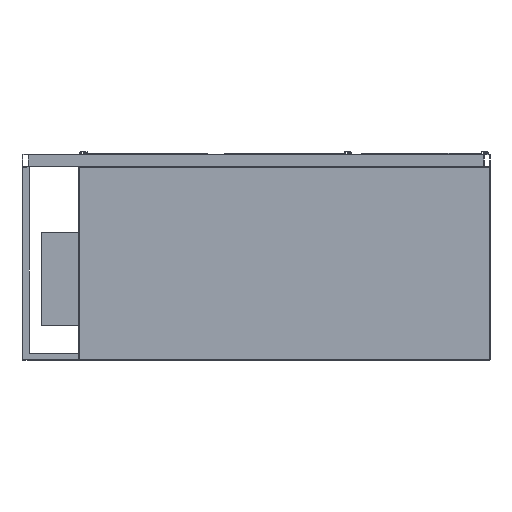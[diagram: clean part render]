
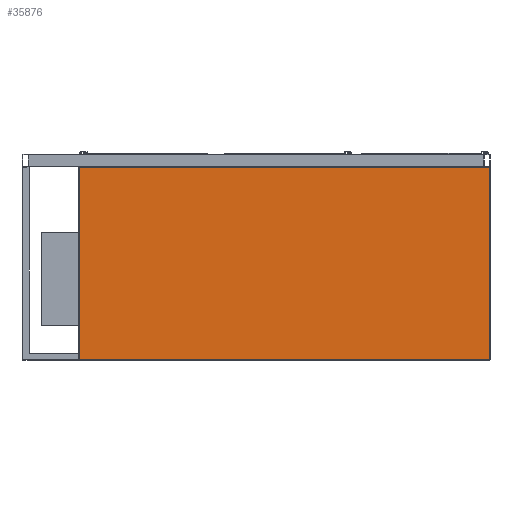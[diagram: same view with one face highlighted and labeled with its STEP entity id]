
A CAD part, front view. The second image highlights one B-rep face of the part: STEP entity #35876.
In plain terms, the highlighted planar face has unit normal (0, -1, 0).
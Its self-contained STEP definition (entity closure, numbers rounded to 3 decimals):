
#1034 = EDGE_CURVE ( 'NONE', #29994, #34084, #19350, .T. ) ;
#2083 = VECTOR ( 'NONE', #15205, 1000. ) ;
#2403 = DIRECTION ( 'NONE',  ( 0., 0., 1. ) ) ;
#3292 = LINE ( 'NONE', #23115, #31867 ) ;
#4871 = ORIENTED_EDGE ( 'NONE', *, *, #13441, .T. ) ;
#5740 = DIRECTION ( 'NONE',  ( 0., -1., 0. ) ) ;
#5755 = ORIENTED_EDGE ( 'NONE', *, *, #34022, .T. ) ;
#6390 = VERTEX_POINT ( 'NONE', #26714 ) ;
#6499 = CARTESIAN_POINT ( 'NONE',  ( -660., -325., -658. ) ) ;
#6662 = AXIS2_PLACEMENT_3D ( 'NONE', #33352, #5740, #33904 ) ;
#13441 = EDGE_CURVE ( 'NONE', #6390, #20368, #14498, .T. ) ;
#14498 = LINE ( 'NONE', #6499, #2083 ) ;
#15205 = DIRECTION ( 'NONE',  ( 1., 0., 0. ) ) ;
#16207 = ORIENTED_EDGE ( 'NONE', *, *, #21500, .T. ) ;
#17571 = DIRECTION ( 'NONE',  ( 0., 0., -1. ) ) ;
#17862 = VECTOR ( 'NONE', #2403, 1000. ) ;
#19350 = LINE ( 'NONE', #19532, #26655 ) ;
#19395 = CARTESIAN_POINT ( 'NONE',  ( 658., -325., -658. ) ) ;
#19473 = LINE ( 'NONE', #27791, #17862 ) ;
#19532 = CARTESIAN_POINT ( 'NONE',  ( -660., -325., -42. ) ) ;
#19661 = CARTESIAN_POINT ( 'NONE',  ( -658., -325., -42. ) ) ;
#20368 = VERTEX_POINT ( 'NONE', #19395 ) ;
#21500 = EDGE_CURVE ( 'NONE', #34084, #6390, #3292, .T. ) ;
#22069 = EDGE_LOOP ( 'NONE', ( #27668, #16207, #4871, #5755 ) ) ;
#22603 = FACE_OUTER_BOUND ( 'NONE', #22069, .T. ) ;
#23115 = CARTESIAN_POINT ( 'NONE',  ( -658., -325., -660. ) ) ;
#26655 = VECTOR ( 'NONE', #28217, 1000. ) ;
#26714 = CARTESIAN_POINT ( 'NONE',  ( -658., -325., -658. ) ) ;
#27601 = PLANE ( 'NONE',  #6662 ) ;
#27668 = ORIENTED_EDGE ( 'NONE', *, *, #1034, .T. ) ;
#27791 = CARTESIAN_POINT ( 'NONE',  ( 658., -325., -660. ) ) ;
#28217 = DIRECTION ( 'NONE',  ( -1., 0., 0. ) ) ;
#29994 = VERTEX_POINT ( 'NONE', #36283 ) ;
#31867 = VECTOR ( 'NONE', #17571, 1000. ) ;
#33352 = CARTESIAN_POINT ( 'NONE',  ( -660., -325., -660. ) ) ;
#33904 = DIRECTION ( 'NONE',  ( 0., 0., -1. ) ) ;
#34022 = EDGE_CURVE ( 'NONE', #20368, #29994, #19473, .T. ) ;
#34084 = VERTEX_POINT ( 'NONE', #19661 ) ;
#35876 = ADVANCED_FACE ( 'Fl�che8', ( #22603 ), #27601, .T. ) ;
#36283 = CARTESIAN_POINT ( 'NONE',  ( 658., -325., -42. ) ) ;
